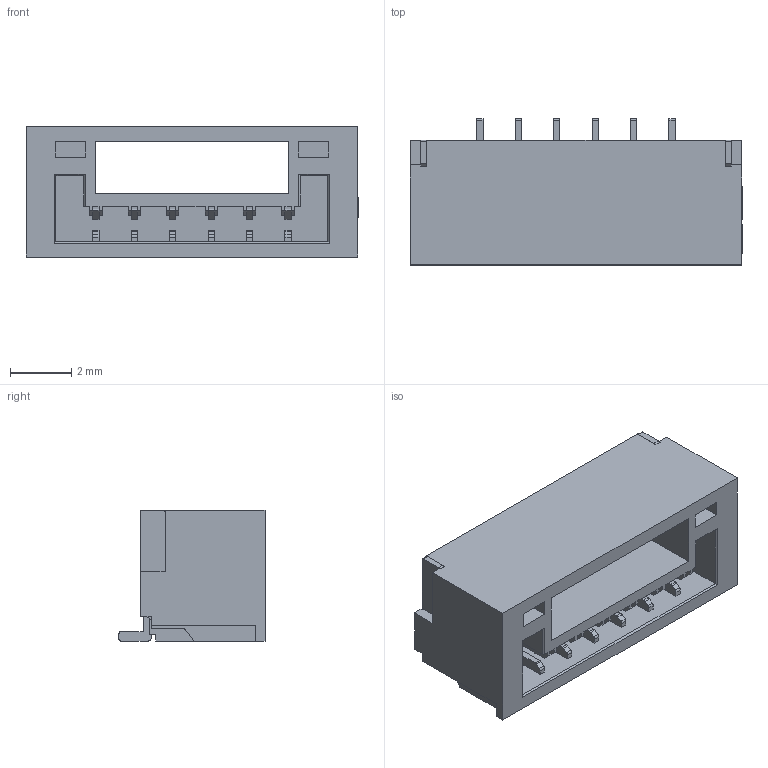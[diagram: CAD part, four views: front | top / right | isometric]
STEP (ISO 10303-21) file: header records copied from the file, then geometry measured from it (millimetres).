
FILE_DESCRIPTION (( 'STEP AP214' ), '1' );
FILE_NAME ('CONN-SMD_6P-P1.25_JUSHUO_GH125-S06DCA-00.step', '2022-07-29T14:17:33', ( '' ), ( '' ), 'SwSTEP 2.0', 'SolidWorks 2020', '' );
FILE_SCHEMA (( 'AUTOMOTIVE_DESIGN' ));
Length unit declared in the file: millimetre
Products named in the file (1): CONN-SMD_6P-P1.25_JUSHUO_GH125-S06DCA-00
Bounding box: 10.8 x 4.75 x 4.27 mm (x, y, z)
Volume: 103.7 mm3; surface area: 490.3 mm2
Topology: 22 solids, 22 shells, 620 faces, 1692 edges, 1126 vertices
Faces by surface type: plane 424, bspline 112, cylinder 84
Entity records: 27719 total; most frequent: CARTESIAN_POINT 5543, ORIENTED_EDGE 3384, DIRECTION 2650, EDGE_CURVE 1692, VECTOR 1296, LINE 1296, VERTEX_POINT 1126, AXIS2_PLACEMENT_3D 677
